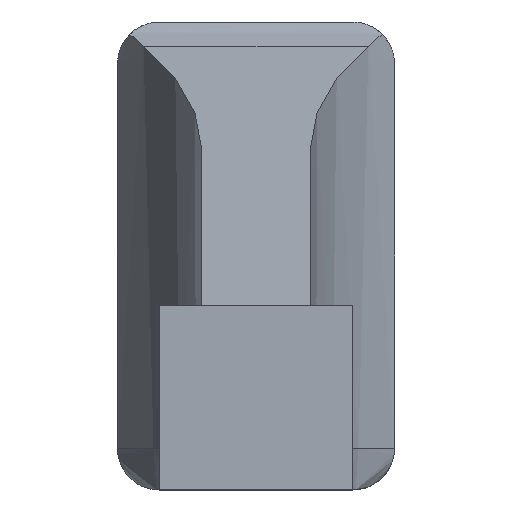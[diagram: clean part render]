
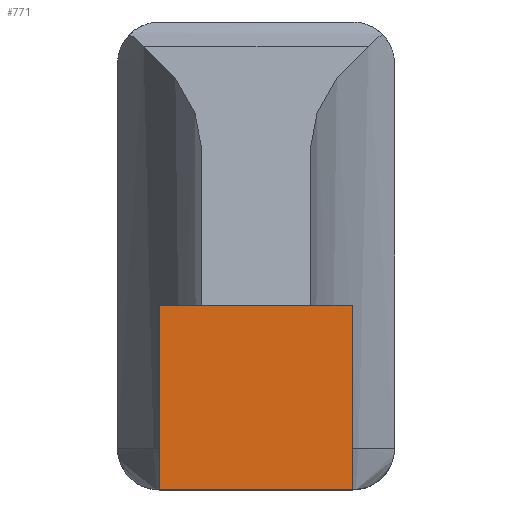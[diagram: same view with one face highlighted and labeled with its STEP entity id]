
A CAD part, front view. The second image highlights one B-rep face of the part: STEP entity #771.
In plain terms, the highlighted planar face has unit normal (0, -1, 0).
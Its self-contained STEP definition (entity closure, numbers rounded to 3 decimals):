
#108=FACE_OUTER_BOUND('',#150,.T.);
#150=EDGE_LOOP('',(#656,#657,#658,#659));
#190=LINE('',#1164,#260);
#193=LINE('',#1169,#263);
#195=LINE('',#1173,#265);
#204=LINE('',#1215,#274);
#260=VECTOR('',#948,10.);
#263=VECTOR('',#953,10.);
#265=VECTOR('',#957,10.);
#274=VECTOR('',#970,10.);
#334=VERTEX_POINT('',#1162);
#335=VERTEX_POINT('',#1163);
#336=VERTEX_POINT('',#1168);
#337=VERTEX_POINT('',#1172);
#422=EDGE_CURVE('',#334,#335,#190,.F.);
#425=EDGE_CURVE('',#334,#336,#193,.F.);
#427=EDGE_CURVE('',#337,#336,#195,.F.);
#439=EDGE_CURVE('',#337,#335,#204,.T.);
#656=ORIENTED_EDGE('',*,*,#439,.T.);
#657=ORIENTED_EDGE('',*,*,#422,.F.);
#658=ORIENTED_EDGE('',*,*,#425,.T.);
#659=ORIENTED_EDGE('',*,*,#427,.F.);
#736=PLANE('',#839);
#771=ADVANCED_FACE('',(#108),#736,.T.);
#839=AXIS2_PLACEMENT_3D('',#1331,#1030,#1031);
#948=DIRECTION('',(0.,0.,1.));
#953=DIRECTION('',(1.,0.,0.));
#957=DIRECTION('',(0.,0.,-1.));
#970=DIRECTION('',(1.,0.,0.));
#1030=DIRECTION('center_axis',(0.,-1.,0.));
#1031=DIRECTION('ref_axis',(-1.,0.,0.));
#1162=CARTESIAN_POINT('',(144.074,-84.434,2.668));
#1163=CARTESIAN_POINT('',(144.074,-84.434,-1.732));
#1164=CARTESIAN_POINT('',(144.074,-84.434,-0.982));
#1168=CARTESIAN_POINT('',(139.474,-84.434,2.668));
#1169=CARTESIAN_POINT('',(141.774,-84.434,2.668));
#1172=CARTESIAN_POINT('',(139.474,-84.434,-1.732));
#1173=CARTESIAN_POINT('',(139.474,-84.434,-1.682));
#1215=CARTESIAN_POINT('',(143.074,-84.434,-1.732));
#1331=CARTESIAN_POINT('Origin',(143.074,-84.434,-1.632));
